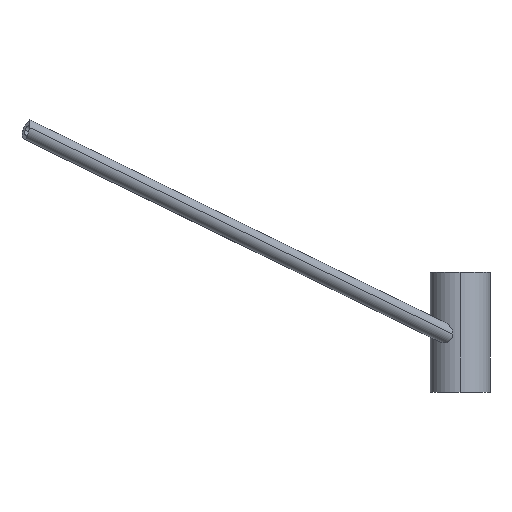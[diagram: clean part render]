
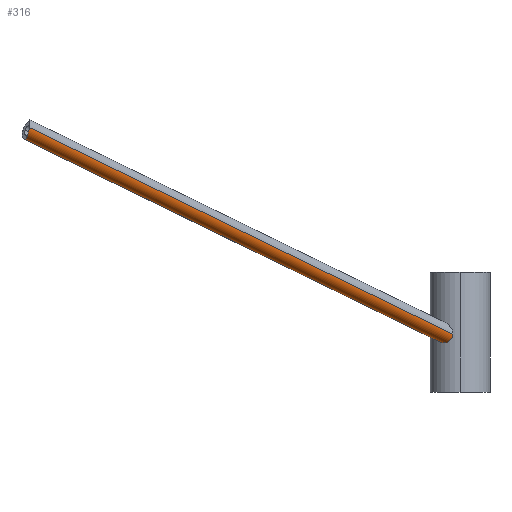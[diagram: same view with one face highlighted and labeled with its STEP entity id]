
A CAD part, left-side view. The second image highlights one B-rep face of the part: STEP entity #316.
In plain terms, the highlighted cylindrical face has radius 3.175 mm (diameter 6.35 mm), a partial arc.
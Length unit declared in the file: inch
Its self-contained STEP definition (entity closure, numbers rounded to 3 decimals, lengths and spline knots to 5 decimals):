
#14 = CARTESIAN_POINT ( 'NONE',  ( -0.36253, 0.09598, 0.68679 ) ) ;
#24 = CARTESIAN_POINT ( 'NONE',  ( -0.30181, 0.22273, 0.61781 ) ) ;
#25 = CARTESIAN_POINT ( 'NONE',  ( -4.87819, 5.40988, 3.21416 ) ) ;
#35 = CARTESIAN_POINT ( 'NONE',  ( -0.25186, 0.27789, 0.65521 ) ) ;
#68 = EDGE_CURVE ( 'NONE', #999, #296, #531, .T. ) ;
#83 = VERTEX_POINT ( 'NONE', #704 ) ;
#111 = CARTESIAN_POINT ( 'NONE',  ( -0.31611, 0.20192, 0.61585 ) ) ;
#115 = CARTESIAN_POINT ( 'NONE',  ( -0.27115, 0.25915, 0.63487 ) ) ;
#119 = CARTESIAN_POINT ( 'NONE',  ( -0.29674, 0.22942, 0.61946 ) ) ;
#124 = CARTESIAN_POINT ( 'NONE',  ( -0.25651, 0.27363, 0.64947 ) ) ;
#134 = VERTEX_POINT ( 'NONE', #553 ) ;
#142 = FACE_OUTER_BOUND ( 'NONE', #480, .T. ) ;
#153 = EDGE_CURVE ( 'NONE', #296, #83, #193, .T. ) ;
#163 = DIRECTION ( 'NONE',  ( -0.611, 0.712, 0.347 ) ) ;
#178 = ORIENTED_EDGE ( 'NONE', *, *, #153, .F. ) ;
#184 = CARTESIAN_POINT ( 'NONE',  ( -0.22296, 0.30152, 0.72041 ) ) ;
#192 = CARTESIAN_POINT ( 'NONE',  ( -0.3115, 0.20896, 0.61601 ) ) ;
#193 = B_SPLINE_CURVE_WITH_KNOTS ( 'NONE', 3,
 ( #343, #593, #195, #332, #959, #664, #654, #25, #976, #745, #250, #515, #818, #271, #348, #964, #411, #257 ),
 .UNSPECIFIED., .F., .F.,
 ( 4, 2, 2, 2, 2, 2, 2, 2, 4 ),
 ( 0., 0.00149, 0.00224, 0.00298, 0.00373, 0.00447, 0.00522, 0.00559, 0.00596 ),
 .UNSPECIFIED. ) ;
#195 = CARTESIAN_POINT ( 'NONE',  ( -4.80698, 5.42942, 3.16682 ) ) ;
#198 = CARTESIAN_POINT ( 'NONE',  ( -0.35912, 0.10813, 0.66493 ) ) ;
#202 = CARTESIAN_POINT ( 'NONE',  ( -0.329, 0.18014, 0.61836 ) ) ;
#250 = CARTESIAN_POINT ( 'NONE',  ( -4.89878, 5.39974, 3.246 ) ) ;
#257 = CARTESIAN_POINT ( 'NONE',  ( -4.90912, 5.38599, 3.31211 ) ) ;
#261 = CARTESIAN_POINT ( 'NONE',  ( -0.21989, 0.30376, 0.75397 ) ) ;
#265 = CARTESIAN_POINT ( 'NONE',  ( -0.36328, 0.09304, 0.69487 ) ) ;
#271 = CARTESIAN_POINT ( 'NONE',  ( -4.9096, 5.38998, 3.28775 ) ) ;
#275 = CARTESIAN_POINT ( 'NONE',  ( -0.24329, 0.28543, 0.66777 ) ) ;
#296 = VERTEX_POINT ( 'NONE', #684 ) ;
#316 = ADVANCED_FACE ( 'NONE', ( #142 ), #621, .T. ) ;
#332 = CARTESIAN_POINT ( 'NONE',  ( -4.83344, 5.4239, 3.17901 ) ) ;
#343 = CARTESIAN_POINT ( 'NONE',  ( -4.76869, 5.43334, 3.15893 ) ) ;
#348 = CARTESIAN_POINT ( 'NONE',  ( -4.90993, 5.38909, 3.29256 ) ) ;
#376 = DIRECTION ( 'NONE',  ( -0.611, 0.712, 0.347 ) ) ;
#380 = EDGE_CURVE ( 'NONE', #405, #999, #477, .T. ) ;
#405 = VERTEX_POINT ( 'NONE', #882 ) ;
#411 = CARTESIAN_POINT ( 'NONE',  ( -4.90971, 5.38667, 3.30724 ) ) ;
#428 = CARTESIAN_POINT ( 'NONE',  ( -0.36423, 0.08923, 0.71133 ) ) ;
#437 = CARTESIAN_POINT ( 'NONE',  ( -0.36046, 0.1035, 0.6719 ) ) ;
#451 = DIRECTION ( 'NONE',  ( -0.611, 0.712, 0.347 ) ) ;
#455 = DIRECTION ( 'NONE',  ( -0.759, -0.651, 0. ) ) ;
#457 = ORIENTED_EDGE ( 'NONE', *, *, #689, .T. ) ;
#477 = LINE ( 'NONE', #776, #838 ) ;
#480 = EDGE_LOOP ( 'NONE', ( #622, #457, #816, #178, #1002 ) ) ;
#504 = CARTESIAN_POINT ( 'NONE',  ( -0.22478, 0.30018, 0.71232 ) ) ;
#514 = CARTESIAN_POINT ( 'NONE',  ( -0.28659, 0.24199, 0.62418 ) ) ;
#515 = CARTESIAN_POINT ( 'NONE',  ( -4.90548, 5.39503, 3.26404 ) ) ;
#523 = CARTESIAN_POINT ( 'NONE',  ( -0.28145, 0.24793, 0.62724 ) ) ;
#531 = CIRCLE ( 'NONE', #677, 0.125 ) ;
#553 = CARTESIAN_POINT ( 'NONE',  ( -0.36445, 0.08832, 0.72828 ) ) ;
#582 = CARTESIAN_POINT ( 'NONE',  ( -0.34616, 0.14441, 0.63232 ) ) ;
#588 = CARTESIAN_POINT ( 'NONE',  ( -0.35369, 0.1248, 0.64653 ) ) ;
#592 = CARTESIAN_POINT ( 'NONE',  ( -0.22957, 0.29653, 0.69652 ) ) ;
#593 = CARTESIAN_POINT ( 'NONE',  ( -4.7883, 5.43201, 3.16161 ) ) ;
#597 = CARTESIAN_POINT ( 'NONE',  ( -0.26613, 0.26428, 0.63933 ) ) ;
#601 = CARTESIAN_POINT ( 'NONE',  ( -0.32484, 0.18754, 0.61702 ) ) ;
#613 = LINE ( 'NONE', #620, #898 ) ;
#620 = CARTESIAN_POINT ( 'NONE',  ( 1.96238, -2.62404, -0.59461 ) ) ;
#621 = CYLINDRICAL_SURFACE ( 'NONE', #918, 0.125 ) ;
#622 = ORIENTED_EDGE ( 'NONE', *, *, #380, .F. ) ;
#654 = CARTESIAN_POINT ( 'NONE',  ( -4.86481, 5.41491, 3.2006 ) ) ;
#655 = CARTESIAN_POINT ( 'NONE',  ( -4.65513, 5.47387, 3.27558 ) ) ;
#661 = CARTESIAN_POINT ( 'NONE',  ( -0.22052, 0.30331, 0.73698 ) ) ;
#662 = B_SPLINE_CURVE_WITH_KNOTS ( 'NONE', 3,
 ( #261, #829, #661, #184, #504, #592, #984, #817, #275, #35, #124, #597, #115, #523, #514, #119, #24, #192, #111, #601, #202, #903, #825, #582, #974, #588, #992, #198, #437, #14, #265, #428, #734, #754 ),
 .UNSPECIFIED., .F., .F.,
 ( 4, 2, 2, 2, 2, 2, 2, 2, 2, 2, 2, 2, 2, 2, 2, 2, 4 ),
 ( 0.01082, 0.01146, 0.0121, 0.01274, 0.01338, 0.01402, 0.01466, 0.0153, 0.01594, 0.01658, 0.01721, 0.01785, 0.01849, 0.01913, 0.01977, 0.02041, 0.02105 ),
 .UNSPECIFIED. ) ;
#664 = CARTESIAN_POINT ( 'NONE',  ( -4.85753, 5.41732, 3.19456 ) ) ;
#677 = AXIS2_PLACEMENT_3D ( 'NONE', #1020, #163, #1015 ) ;
#684 = CARTESIAN_POINT ( 'NONE',  ( -4.76869, 5.43334, 3.15893 ) ) ;
#689 = EDGE_CURVE ( 'NONE', #405, #134, #662, .T. ) ;
#704 = CARTESIAN_POINT ( 'NONE',  ( -4.90912, 5.38599, 3.31211 ) ) ;
#734 = CARTESIAN_POINT ( 'NONE',  ( -0.36445, 0.08832, 0.71974 ) ) ;
#745 = CARTESIAN_POINT ( 'NONE',  ( -4.8945, 5.40221, 3.23756 ) ) ;
#754 = CARTESIAN_POINT ( 'NONE',  ( -0.36445, 0.08832, 0.72828 ) ) ;
#776 = CARTESIAN_POINT ( 'NONE',  ( 2.15212, -2.46127, -0.59461 ) ) ;
#794 = EDGE_CURVE ( 'NONE', #134, #83, #613, .T. ) ;
#816 = ORIENTED_EDGE ( 'NONE', *, *, #794, .T. ) ;
#817 = CARTESIAN_POINT ( 'NONE',  ( -0.23941, 0.28866, 0.6745 ) ) ;
#818 = CARTESIAN_POINT ( 'NONE',  ( -4.90781, 5.39285, 3.27346 ) ) ;
#825 = CARTESIAN_POINT ( 'NONE',  ( -0.33996, 0.15847, 0.62526 ) ) ;
#829 = CARTESIAN_POINT ( 'NONE',  ( -0.21989, 0.30376, 0.74553 ) ) ;
#838 = VECTOR ( 'NONE', #867, 39.37008 ) ;
#841 = CARTESIAN_POINT ( 'NONE',  ( 2.05725, -2.54266, -0.59461 ) ) ;
#867 = DIRECTION ( 'NONE',  ( -0.611, 0.712, 0.347 ) ) ;
#882 = CARTESIAN_POINT ( 'NONE',  ( -0.21989, 0.30376, 0.75397 ) ) ;
#898 = VECTOR ( 'NONE', #451, 39.37008 ) ;
#903 = CARTESIAN_POINT ( 'NONE',  ( -0.33654, 0.16563, 0.62249 ) ) ;
#918 = AXIS2_PLACEMENT_3D ( 'NONE', #841, #376, #455 ) ;
#959 = CARTESIAN_POINT ( 'NONE',  ( -4.84188, 5.42181, 3.18378 ) ) ;
#964 = CARTESIAN_POINT ( 'NONE',  ( -4.90998, 5.38743, 3.30229 ) ) ;
#974 = CARTESIAN_POINT ( 'NONE',  ( -0.34894, 0.13752, 0.63663 ) ) ;
#976 = CARTESIAN_POINT ( 'NONE',  ( -4.88426, 5.40727, 3.22168 ) ) ;
#984 = CARTESIAN_POINT ( 'NONE',  ( -0.23256, 0.29421, 0.68883 ) ) ;
#992 = CARTESIAN_POINT ( 'NONE',  ( -0.3557, 0.11888, 0.65214 ) ) ;
#999 = VERTEX_POINT ( 'NONE', #655 ) ;
#1002 = ORIENTED_EDGE ( 'NONE', *, *, #68, .F. ) ;
#1015 = DIRECTION ( 'NONE',  ( -0.759, -0.651, 0. ) ) ;
#1020 = CARTESIAN_POINT ( 'NONE',  ( -4.75, 5.39248, 3.27558 ) ) ;
